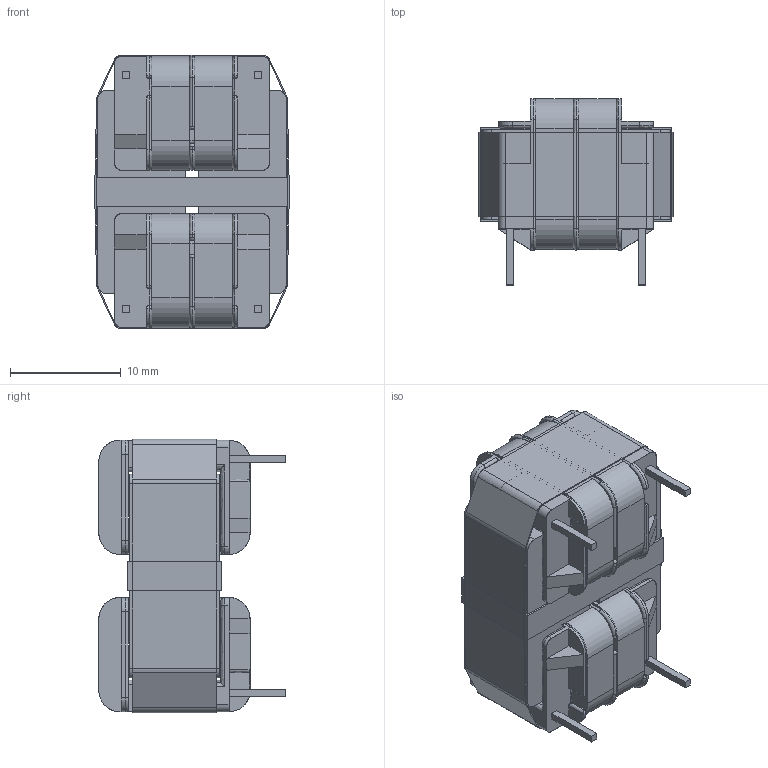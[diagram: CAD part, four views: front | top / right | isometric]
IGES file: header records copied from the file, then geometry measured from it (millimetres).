
Start section: SolidWorks IGES file using analytic representation for surfaces
Global section: file name: DC16EU_6049.IGS; native system: SolidWorks 2017; preprocessor: SolidWorks 2017; author: wyatt.kraus; date: 200416.142214; units: millimetre
Bounding box: 17.52 x 16.82 x 24.69 mm (x, y, z)
Surface area: 7319.2 mm2 (no closed solid volume)
Topology: 0 solids, 0 shells, 606 faces, 4218 edges, 4115 vertices
Faces by surface type: revolution 316, bspline 290
